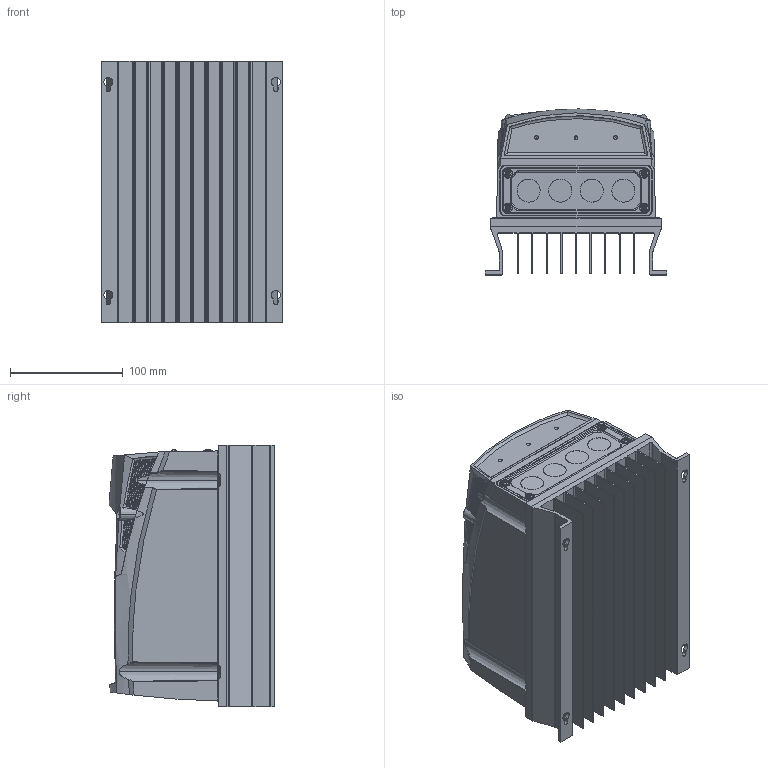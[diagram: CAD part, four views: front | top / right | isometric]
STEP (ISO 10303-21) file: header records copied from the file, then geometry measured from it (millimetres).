
FILE_DESCRIPTION (( 'STEP AP203' ), '1' );
FILE_NAME ('E3.IP66.Gen2.SIZE1.LED.NonSwitched-Closed (ENVELOPE) (4-Hole).STEP', '2022-08-04T10:46:55', ( '' ), ( '' ), 'SwSTEP 2.0', 'SolidWorks 2022', '' );
FILE_SCHEMA (( 'CONFIG_CONTROL_DESIGN' ));
Length unit declared in the file: millimetre
Products named in the file (1): E3.IP66.Gen2.SIZE1.LED.NonSwitched-Closed (ENVELOPE) (4-Hole)
Bounding box: 161 x 147.05 x 232.09 mm (x, y, z)
Volume: 3236431.7 mm3; surface area: 346008.7 mm2
Topology: 1 solids, 1 shells, 2314 faces, 7067 edges, 4758 vertices
Faces by surface type: sphere 825, cylinder 682, plane 414, bspline 156, cone 131, torus 106
Entity records: 94869 total; most frequent: CARTESIAN_POINT 41828, ORIENTED_EDGE 11496, DIRECTION 10438, EDGE_CURVE 5748, AXIS2_PLACEMENT_3D 4589, VERTEX_POINT 3896, EDGE_LOOP 2692, CIRCLE 2475
